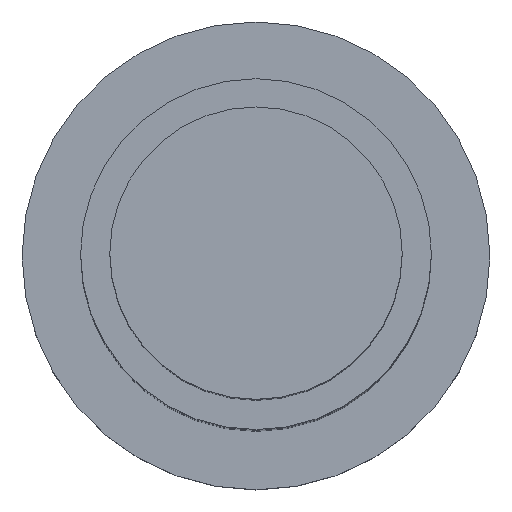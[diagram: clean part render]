
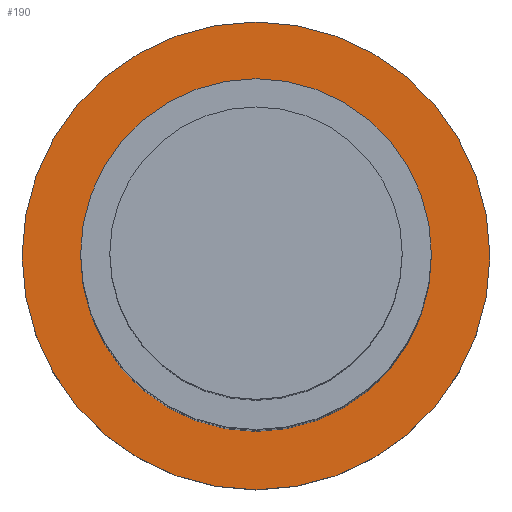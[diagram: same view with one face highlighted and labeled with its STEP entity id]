
A CAD part, top view. The second image highlights one B-rep face of the part: STEP entity #190.
In plain terms, the highlighted planar face has unit normal (0, 0, 1).
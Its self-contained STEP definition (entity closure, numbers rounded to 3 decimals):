
#20=FACE_BOUND('',#63,.T.);
#27=PLANE('',#242);
#42=FACE_OUTER_BOUND('',#62,.T.);
#62=EDGE_LOOP('',(#167));
#63=EDGE_LOOP('',(#168));
#87=CIRCLE('',#230,3.);
#91=CIRCLE('',#240,4.);
#101=VERTEX_POINT('',#337);
#105=VERTEX_POINT('',#355);
#118=EDGE_CURVE('',#101,#101,#87,.T.);
#125=EDGE_CURVE('',#105,#105,#91,.T.);
#167=ORIENTED_EDGE('',*,*,#125,.T.);
#168=ORIENTED_EDGE('',*,*,#118,.T.);
#190=ADVANCED_FACE('',(#42,#20),#27,.T.);
#230=AXIS2_PLACEMENT_3D('',#339,#279,#280);
#240=AXIS2_PLACEMENT_3D('',#356,#302,#303);
#242=AXIS2_PLACEMENT_3D('',#360,#307,#308);
#279=DIRECTION('center_axis',(0.,0.,-1.));
#280=DIRECTION('ref_axis',(1.,0.,0.));
#302=DIRECTION('center_axis',(0.,0.,1.));
#303=DIRECTION('ref_axis',(1.,0.,0.));
#307=DIRECTION('center_axis',(0.,0.,1.));
#308=DIRECTION('ref_axis',(1.,0.,0.));
#337=CARTESIAN_POINT('',(-3.,0.,1.5));
#339=CARTESIAN_POINT('Origin',(0.,0.,1.5));
#355=CARTESIAN_POINT('',(-4.,0.,1.5));
#356=CARTESIAN_POINT('Origin',(0.,0.,1.5));
#360=CARTESIAN_POINT('Origin',(0.,0.,1.5));
